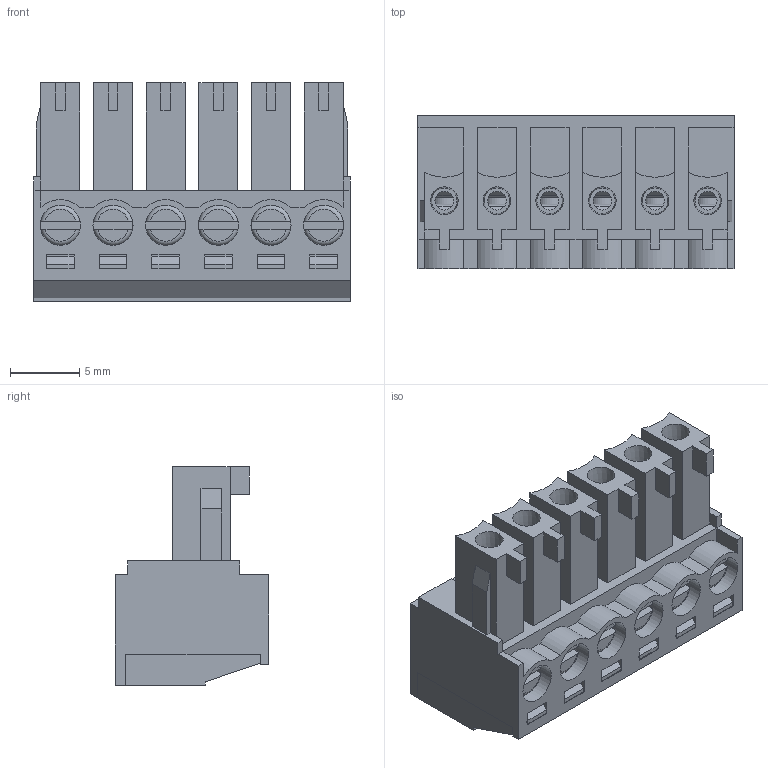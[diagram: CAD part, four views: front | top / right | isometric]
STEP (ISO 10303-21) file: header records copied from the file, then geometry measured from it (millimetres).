
FILE_DESCRIPTION( ( 'Unknown' ), '1' );
FILE_NAME( '691361300006.stp', 'Unknown', ( 'Unknown' ), ( 'Unknown' ), 'PSStep 14.0', 'Unknown', ' ' );
FILE_SCHEMA( ( 'AUTOMOTIVE_DESIGN { 1 0 10303 214 1 1 1 1 }' ) );
Length unit declared in the file: millimetre
Products named in the file (6): Assem1; 6913613000xx_PIN; 6913613000xx_VISSE; 6913613000xx_CAGE; 691361300006; 691361300006_CAPOT
Assembly tree (20 placements, depth 2):
  Assem1
    6913613000xx_PIN  x6
    6913613000xx_VISSE  x6
    6913613000xx_CAGE  x6
    691361300006
    691361300006_CAPOT
Bounding box: 22.86 x 11.1 x 15.8 mm (x, y, z)
Volume: 1677.6 mm3; surface area: 5485.4 mm2
Topology: 20 solids, 20 shells, 916 faces, 2426 edges, 1584 vertices
Faces by surface type: plane 718, cylinder 168, torus 18, cone 12
Full cylindrical faces by diameter (mm): 1.35 x6, 1.9 x12, 2 x6, 2.9 x12
Entity records: 20684 total; most frequent: CARTESIAN_POINT 2902, ORIENTED_EDGE 2768, DIRECTION 2604, EDGE_CURVE 1384, LINE 1252, VECTOR 1252, VERTEX_POINT 926, AXIS2_PLACEMENT_3D 676
